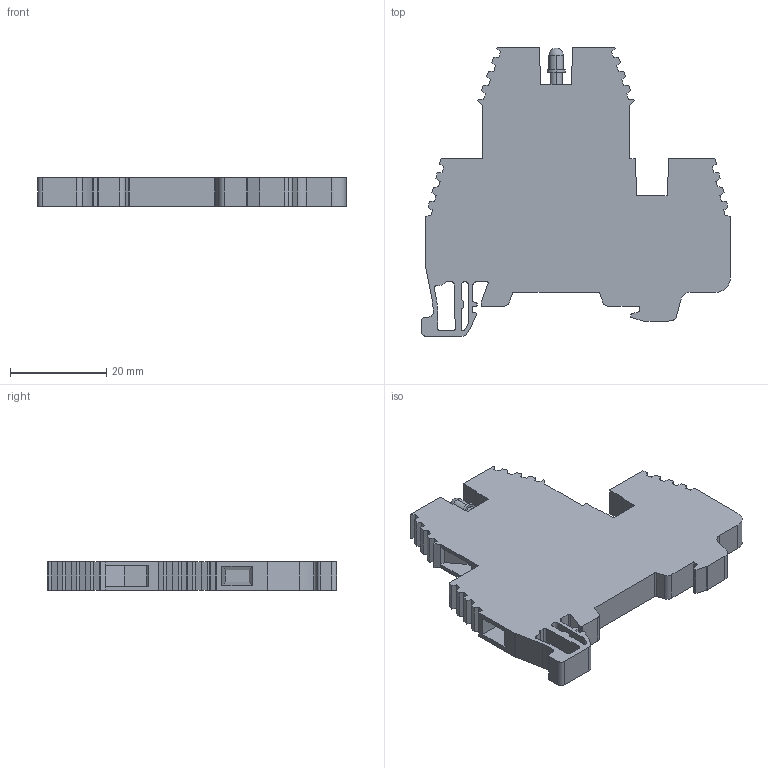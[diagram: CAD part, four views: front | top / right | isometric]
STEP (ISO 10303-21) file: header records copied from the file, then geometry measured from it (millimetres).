
FILE_DESCRIPTION (( 'STEP AP214' ), '1' );
FILE_NAME ('KN-D10LED-110DC.step', '2015-05-04T11:24:25', ( '' ), ( '' ), 'SwSTEP 2.0', 'SolidWorks 2014', '' );
FILE_SCHEMA (( 'AUTOMOTIVE_DESIGN' ));
Length unit declared in the file: millimetre
Products named in the file (1): KN-D10LED-110DC
Bounding box: 64.03 x 60 x 6 mm (x, y, z)
Volume: 13705.3 mm3; surface area: 7524.6 mm2
Topology: 3 solids, 3 shells, 246 faces, 698 edges, 464 vertices
Faces by surface type: plane 196, cylinder 49, sphere 1
Entity records: 8022 total; most frequent: CARTESIAN_POINT 1404, ORIENTED_EDGE 1390, DIRECTION 1287, EDGE_CURVE 695, VECTOR 597, LINE 597, VERTEX_POINT 462, AXIS2_PLACEMENT_3D 345
